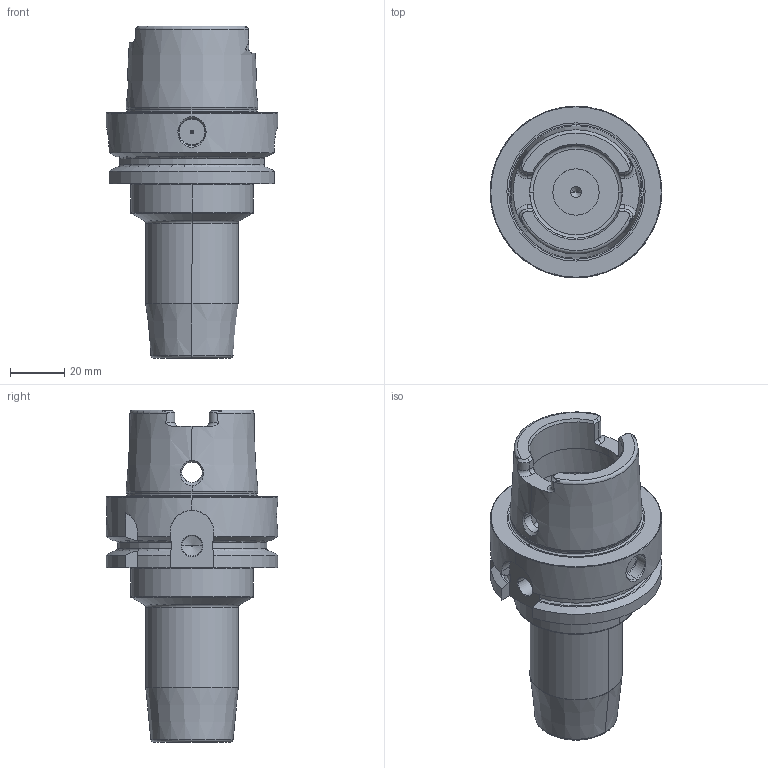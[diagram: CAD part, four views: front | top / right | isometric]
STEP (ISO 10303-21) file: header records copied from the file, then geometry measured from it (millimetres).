
FILE_DESCRIPTION((''),'2;1');
FILE_NAME('607102322-000-01-E43','2023-04-28T08:54:49',('liebchenm'),(''),'CREO PARAMETRIC BY PTC INC, 2021184','CREO PARAMETRIC BY PTC INC, 2021184','');
FILE_SCHEMA(('AP242_MANAGED_MODEL_BASED_3D_ENGINEERING_MIM_LF { 1 0 10303 442 1 1 4 }'));
Length unit declared in the file: millimetre
Products named in the file (1): 607102322-000-01-E43
Bounding box: 63 x 63 x 121.9 mm (x, y, z)
Volume: 138395.4 mm3; surface area: 31152.5 mm2
Topology: 1 solids, 1 shells, 174 faces, 434 edges, 264 vertices
Faces by surface type: cylinder 49, plane 47, cone 46, torus 32
Entity records: 8578 total; most frequent: CARTESIAN_POINT 2599, DIRECTION 874, ORIENTED_EDGE 860, PRESENTATION_STYLE_ASSIGNMENT 434, STYLED_ITEM 434, CURVE_STYLE 433, EDGE_CURVE 430, AXIS2_PLACEMENT_3D 359
